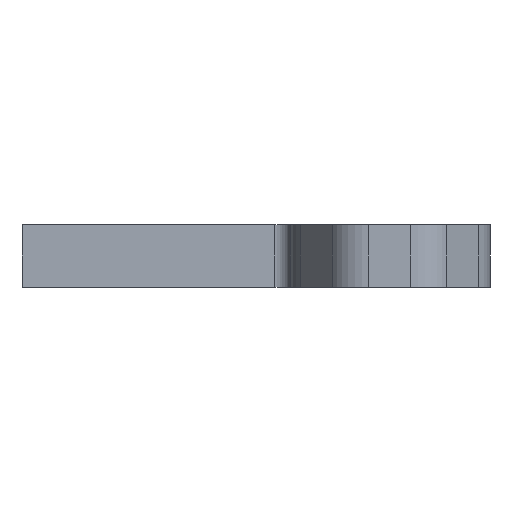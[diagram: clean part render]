
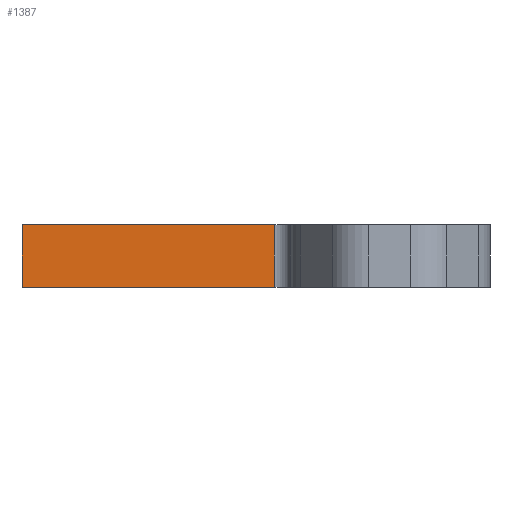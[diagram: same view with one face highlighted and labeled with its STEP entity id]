
A CAD part, front view. The second image highlights one B-rep face of the part: STEP entity #1387.
In plain terms, the highlighted planar face has unit normal (0, -1, 0).
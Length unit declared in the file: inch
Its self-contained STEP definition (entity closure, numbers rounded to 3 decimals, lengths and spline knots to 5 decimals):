
#17 = DIRECTION ( 'NONE',  ( -1., 0., 0. ) ) ;
#36 = VERTEX_POINT ( 'NONE', #388 ) ;
#38 = EDGE_CURVE ( 'NONE', #433, #36, #98, .T. ) ;
#46 = LINE ( 'NONE', #591, #1069 ) ;
#60 = EDGE_CURVE ( 'NONE', #1673, #36, #808, .T. ) ;
#69 = ORIENTED_EDGE ( 'NONE', *, *, #278, .F. ) ;
#98 = LINE ( 'NONE', #114, #376 ) ;
#114 = CARTESIAN_POINT ( 'NONE',  ( -2.19685, -1., 0. ) ) ;
#127 = DIRECTION ( 'NONE',  ( 0., 0., 1. ) ) ;
#129 = DIRECTION ( 'NONE',  ( -1., 0., 0. ) ) ;
#261 = VERTEX_POINT ( 'NONE', #1655 ) ;
#278 = EDGE_CURVE ( 'NONE', #261, #433, #1253, .T. ) ;
#293 = VECTOR ( 'NONE', #17, 39.37008 ) ;
#341 = CARTESIAN_POINT ( 'NONE',  ( -2.19685, -1., 0. ) ) ;
#375 = DIRECTION ( 'NONE',  ( 0., 1., 0. ) ) ;
#376 = VECTOR ( 'NONE', #642, 39.37008 ) ;
#388 = CARTESIAN_POINT ( 'NONE',  ( -2.19685, -1., 0.375 ) ) ;
#433 = VERTEX_POINT ( 'NONE', #341 ) ;
#465 = EDGE_LOOP ( 'NONE', ( #1477, #1586, #69, #1203 ) ) ;
#533 = AXIS2_PLACEMENT_3D ( 'NONE', #1706, #375, #920 ) ;
#591 = CARTESIAN_POINT ( 'NONE',  ( -0.6899, -1., 0.375 ) ) ;
#642 = DIRECTION ( 'NONE',  ( 0., 0., 1. ) ) ;
#686 = CARTESIAN_POINT ( 'NONE',  ( -2.19685, -1., 0. ) ) ;
#808 = LINE ( 'NONE', #1731, #1490 ) ;
#920 = DIRECTION ( 'NONE',  ( 0., 0., 1. ) ) ;
#1069 = VECTOR ( 'NONE', #127, 39.37008 ) ;
#1135 = CARTESIAN_POINT ( 'NONE',  ( -0.6899, -1., 0.375 ) ) ;
#1162 = PLANE ( 'NONE',  #533 ) ;
#1203 = ORIENTED_EDGE ( 'NONE', *, *, #1205, .T. ) ;
#1205 = EDGE_CURVE ( 'NONE', #261, #1673, #46, .T. ) ;
#1253 = LINE ( 'NONE', #686, #293 ) ;
#1387 = ADVANCED_FACE ( 'NONE', ( #1591 ), #1162, .F. ) ;
#1477 = ORIENTED_EDGE ( 'NONE', *, *, #60, .T. ) ;
#1490 = VECTOR ( 'NONE', #129, 39.37008 ) ;
#1586 = ORIENTED_EDGE ( 'NONE', *, *, #38, .F. ) ;
#1591 = FACE_OUTER_BOUND ( 'NONE', #465, .T. ) ;
#1655 = CARTESIAN_POINT ( 'NONE',  ( -0.6899, -1., 0. ) ) ;
#1673 = VERTEX_POINT ( 'NONE', #1135 ) ;
#1706 = CARTESIAN_POINT ( 'NONE',  ( -2.19685, -1., 0. ) ) ;
#1731 = CARTESIAN_POINT ( 'NONE',  ( -2.19685, -1., 0.375 ) ) ;
